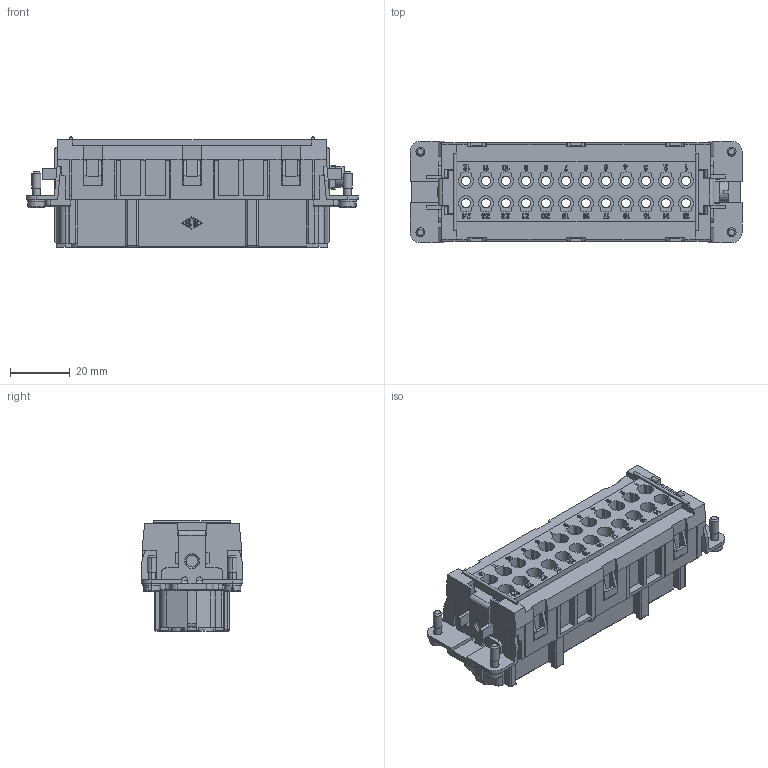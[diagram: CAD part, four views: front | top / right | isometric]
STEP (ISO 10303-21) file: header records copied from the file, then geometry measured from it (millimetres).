
FILE_DESCRIPTION(('Creo Elements/Direct Modeling STEP Export'),'2;1');
FILE_NAME('CCEF 24.stp','2013-11-14T12:07:08',(''),(''),'Creo Elements/Direct Modeling STEP processor for AP214 (Solid Model)','Creo Elements/Direct Modeling 18.0B 02-Dec-2011 (C) Parametric Technology GmbH','');
FILE_SCHEMA(('AUTOMOTIVE_DESIGN { 1 0 10303 214 1 1 1 1 }'));
Products named in the file (1): CCEF_24
Bounding box: 111.2 x 34.04 x 37 mm (x, y, z)
Volume: 61196.6 mm3; surface area: 37487.7 mm2
Topology: 1 solids, 1 shells, 4333 faces, 12360 edges, 8149 vertices
Faces by surface type: plane 3861, cylinder 368, cone 56, torus 31, sphere 17
Entity records: 147182 total; most frequent: CARTESIAN_POINT 25466, ORIENTED_EDGE 24686, DIRECTION 21004, EDGE_CURVE 12343, VECTOR 11374, LINE 11374, VERTEX_POINT 8149, AXIS2_PLACEMENT_3D 4815
